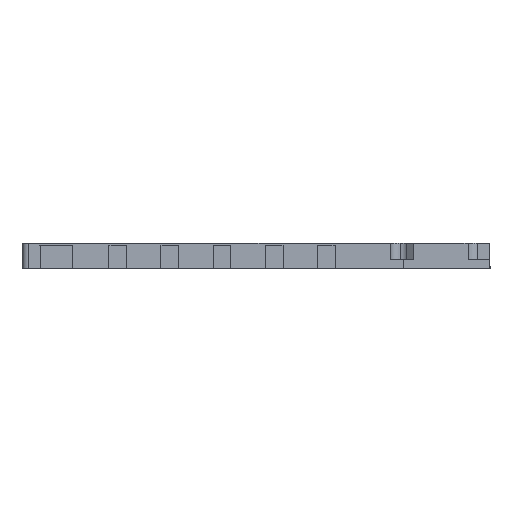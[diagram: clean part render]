
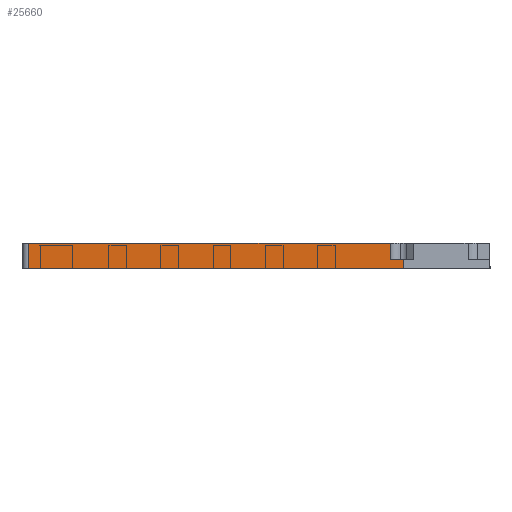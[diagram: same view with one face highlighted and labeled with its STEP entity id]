
A CAD part, left-side view. The second image highlights one B-rep face of the part: STEP entity #25660.
In plain terms, the highlighted planar face has unit normal (-1, 0, 0).
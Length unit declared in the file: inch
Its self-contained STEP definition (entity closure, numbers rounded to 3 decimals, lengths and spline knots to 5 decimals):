
#31 = CARTESIAN_POINT ( 'NONE',  ( -3.2875, 7.55287, 10.38294 ) ) ;
#109 = EDGE_CURVE ( 'NONE', #25909, #13028, #6673, .T. ) ;
#313 = DIRECTION ( 'NONE',  ( 0., 1., 0. ) ) ;
#777 = ORIENTED_EDGE ( 'NONE', *, *, #109, .F. ) ;
#1128 = VERTEX_POINT ( 'NONE', #16004 ) ;
#1793 = VERTEX_POINT ( 'NONE', #23357 ) ;
#2239 = ORIENTED_EDGE ( 'NONE', *, *, #15342, .F. ) ;
#2945 = DIRECTION ( 'NONE',  ( 0., 0., -1. ) ) ;
#3475 = VERTEX_POINT ( 'NONE', #17802 ) ;
#3533 = DIRECTION ( 'NONE',  ( 0., 0., -1. ) ) ;
#4552 = DIRECTION ( 'NONE',  ( 0., 0., -1. ) ) ;
#5195 = CARTESIAN_POINT ( 'NONE',  ( -3.2875, 1.793, 10.38294 ) ) ;
#6263 = LINE ( 'NONE', #31, #22531 ) ;
#6542 = CARTESIAN_POINT ( 'NONE',  ( -3.2875, 1.793, 0.25 ) ) ;
#6569 = DIRECTION ( 'NONE',  ( 0., 0., 1. ) ) ;
#6673 = LINE ( 'NONE', #6542, #8157 ) ;
#6748 = LINE ( 'NONE', #17219, #20432 ) ;
#7217 = EDGE_LOOP ( 'NONE', ( #18431, #10930, #777, #2239, #22706, #9930 ) ) ;
#7305 = PLANE ( 'NONE',  #23897 ) ;
#7441 = FACE_OUTER_BOUND ( 'NONE', #7217, .T. ) ;
#7447 = CARTESIAN_POINT ( 'NONE',  ( -3.2875, 1.793, 0.39 ) ) ;
#8157 = VECTOR ( 'NONE', #313, 39.37008 ) ;
#9789 = VECTOR ( 'NONE', #3533, 39.37008 ) ;
#9930 = ORIENTED_EDGE ( 'NONE', *, *, #23191, .T. ) ;
#10930 = ORIENTED_EDGE ( 'NONE', *, *, #15819, .T. ) ;
#11887 = VECTOR ( 'NONE', #13945, 39.37008 ) ;
#12019 = LINE ( 'NONE', #20248, #9789 ) ;
#13023 = EDGE_CURVE ( 'NONE', #3475, #18460, #6748, .T. ) ;
#13028 = VERTEX_POINT ( 'NONE', #22938 ) ;
#13401 = VECTOR ( 'NONE', #6569, 39.37008 ) ;
#13437 = LINE ( 'NONE', #7447, #11887 ) ;
#13945 = DIRECTION ( 'NONE',  ( 0., -1., 0. ) ) ;
#14537 = LINE ( 'NONE', #22638, #13401 ) ;
#14849 = DIRECTION ( 'NONE',  ( 0., 1., 0. ) ) ;
#15342 = EDGE_CURVE ( 'NONE', #1128, #25909, #12019, .T. ) ;
#15630 = CARTESIAN_POINT ( 'NONE',  ( -3.2875, 7.55287, 0.64 ) ) ;
#15819 = EDGE_CURVE ( 'NONE', #18460, #13028, #6263, .T. ) ;
#16004 = CARTESIAN_POINT ( 'NONE',  ( -3.2875, 1.793, 0.39 ) ) ;
#16318 = CARTESIAN_POINT ( 'NONE',  ( -3.2875, 1.793, 0.25 ) ) ;
#17219 = CARTESIAN_POINT ( 'NONE',  ( -3.2875, 1.793, 0.64 ) ) ;
#17802 = CARTESIAN_POINT ( 'NONE',  ( -3.2875, 1.995, 0.64 ) ) ;
#18055 = EDGE_CURVE ( 'NONE', #1793, #1128, #13437, .T. ) ;
#18431 = ORIENTED_EDGE ( 'NONE', *, *, #13023, .T. ) ;
#18460 = VERTEX_POINT ( 'NONE', #15630 ) ;
#20248 = CARTESIAN_POINT ( 'NONE',  ( -3.2875, 1.793, 10.38294 ) ) ;
#20432 = VECTOR ( 'NONE', #14849, 39.37008 ) ;
#21123 = DIRECTION ( 'NONE',  ( 1., 0., 0. ) ) ;
#22531 = VECTOR ( 'NONE', #4552, 39.37008 ) ;
#22638 = CARTESIAN_POINT ( 'NONE',  ( -3.2875, 1.995, 0.39 ) ) ;
#22706 = ORIENTED_EDGE ( 'NONE', *, *, #18055, .F. ) ;
#22938 = CARTESIAN_POINT ( 'NONE',  ( -3.2875, 7.55287, 0.25 ) ) ;
#23191 = EDGE_CURVE ( 'NONE', #1793, #3475, #14537, .T. ) ;
#23357 = CARTESIAN_POINT ( 'NONE',  ( -3.2875, 1.995, 0.39 ) ) ;
#23897 = AXIS2_PLACEMENT_3D ( 'NONE', #5195, #21123, #2945 ) ;
#25660 = ADVANCED_FACE ( 'NONE', ( #7441 ), #7305, .F. ) ;
#25909 = VERTEX_POINT ( 'NONE', #16318 ) ;
